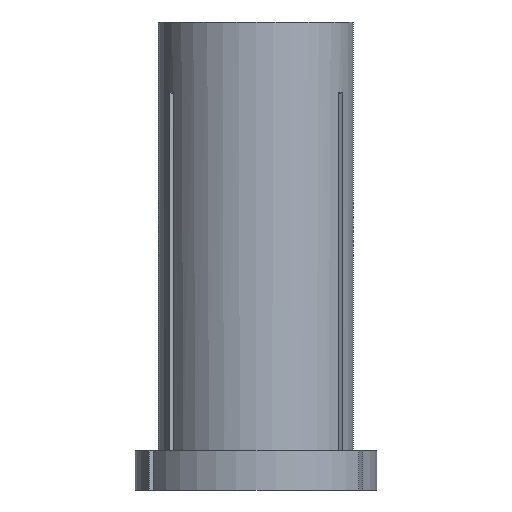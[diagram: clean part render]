
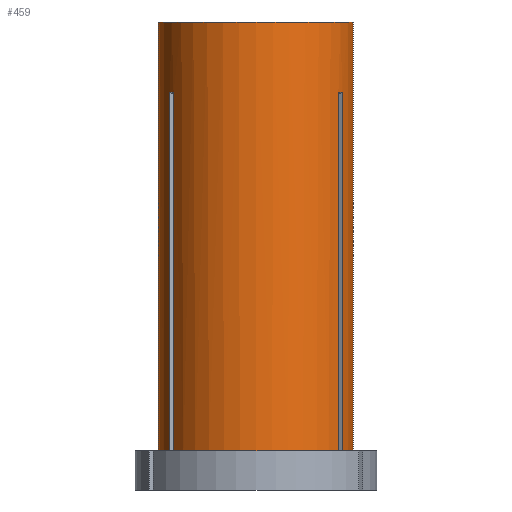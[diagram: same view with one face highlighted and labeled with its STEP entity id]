
A CAD part, front view. The second image highlights one B-rep face of the part: STEP entity #459.
In plain terms, the highlighted cylindrical face has radius 12.5 mm (diameter 25 mm), a partial arc.
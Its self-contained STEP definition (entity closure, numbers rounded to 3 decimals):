
#1 = VERTEX_POINT ( 'NONE', #132 ) ;
#9 = DIRECTION ( 'NONE',  ( 0., 0., 1. ) ) ;
#45 = VERTEX_POINT ( 'NONE', #413 ) ;
#48 = VERTEX_POINT ( 'NONE', #997 ) ;
#55 = AXIS2_PLACEMENT_3D ( 'NONE', #625, #633, #636 ) ;
#58 = CARTESIAN_POINT ( 'NONE',  ( 0., 0., 0. ) ) ;
#73 = AXIS2_PLACEMENT_3D ( 'NONE', #669, #698, #998 ) ;
#81 = DIRECTION ( 'NONE',  ( 0., 0., 1. ) ) ;
#83 = DIRECTION ( 'NONE',  ( 0., 0., 1. ) ) ;
#87 = DIRECTION ( 'NONE',  ( 0., 0., 1. ) ) ;
#94 = DIRECTION ( 'NONE',  ( 1., 0., 0. ) ) ;
#96 = CARTESIAN_POINT ( 'NONE',  ( 11.067, -5.812, 0. ) ) ;
#104 = EDGE_CURVE ( 'NONE', #630, #233, #356, .T. ) ;
#123 = CARTESIAN_POINT ( 'NONE',  ( -11.067, -5.812, 0. ) ) ;
#131 = EDGE_CURVE ( 'NONE', #943, #432, #587, .T. ) ;
#132 = CARTESIAN_POINT ( 'NONE',  ( 11.067, -5.812, -9.004 ) ) ;
#140 = CIRCLE ( 'NONE', #73, 12.5 ) ;
#162 = CARTESIAN_POINT ( 'NONE',  ( -10.989, -5.959, -9.001 ) ) ;
#165 = CARTESIAN_POINT ( 'NONE',  ( 12.5, 0., -55. ) ) ;
#167 = ORIENTED_EDGE ( 'NONE', *, *, #104, .F. ) ;
#173 = CARTESIAN_POINT ( 'NONE',  ( -11.067, -5.812, -9.004 ) ) ;
#206 = VERTEX_POINT ( 'NONE', #615 ) ;
#213 = EDGE_CURVE ( 'NONE', #737, #868, #506, .T. ) ;
#218 = LINE ( 'NONE', #96, #658 ) ;
#228 = CYLINDRICAL_SURFACE ( 'NONE', #644, 12.5 ) ;
#231 = CARTESIAN_POINT ( 'NONE',  ( -12.5, 0., 0. ) ) ;
#233 = VERTEX_POINT ( 'NONE', #898 ) ;
#250 = CARTESIAN_POINT ( 'NONE',  ( -10.829, -6.25, -8.999 ) ) ;
#256 = EDGE_CURVE ( 'NONE', #989, #712, #530, .T. ) ;
#293 = EDGE_CURVE ( 'NONE', #943, #1, #218, .T. ) ;
#294 = EDGE_CURVE ( 'NONE', #48, #233, #661, .T. ) ;
#309 = CARTESIAN_POINT ( 'NONE',  ( 11.067, -5.812, -9.004 ) ) ;
#329 = DIRECTION ( 'NONE',  ( 0., 0., 1. ) ) ;
#356 = LINE ( 'NONE', #953, #557 ) ;
#382 = LINE ( 'NONE', #801, #825 ) ;
#413 = CARTESIAN_POINT ( 'NONE',  ( 10.567, -6.678, -55. ) ) ;
#417 = ORIENTED_EDGE ( 'NONE', *, *, #293, .F. ) ;
#432 = VERTEX_POINT ( 'NONE', #165 ) ;
#433 = ORIENTED_EDGE ( 'NONE', *, *, #256, .F. ) ;
#459 = ADVANCED_FACE ( 'NONE', ( #708 ), #228, .T. ) ;
#464 = ORIENTED_EDGE ( 'NONE', *, *, #882, .T. ) ;
#484 = EDGE_LOOP ( 'NONE', ( #824, #1087, #655, #618, #167, #747, #701, #521, #417, #486, #464, #433 ) ) ;
#486 = ORIENTED_EDGE ( 'NONE', *, *, #131, .T. ) ;
#489 = CARTESIAN_POINT ( 'NONE',  ( 10.567, -6.678, -9.004 ) ) ;
#498 = DIRECTION ( 'NONE',  ( 1., 0., 0. ) ) ;
#506 = CIRCLE ( 'NONE', #673, 12.5 ) ;
#521 = ORIENTED_EDGE ( 'NONE', *, *, #1023, .T. ) ;
#526 = EDGE_CURVE ( 'NONE', #737, #989, #1074, .T. ) ;
#530 = CIRCLE ( 'NONE', #744, 12.5 ) ;
#541 = VECTOR ( 'NONE', #906, 1000. ) ;
#557 = VECTOR ( 'NONE', #746, 1000. ) ;
#564 = B_SPLINE_CURVE_WITH_KNOTS ( 'NONE', 3,
 ( #489, #769, #853, #836, #309 ),
 .UNSPECIFIED., .F., .F.,
 ( 4, 1, 4 ),
 ( 0.08, 0.081, 0.081 ),
 .UNSPECIFIED. ) ;
#579 = CARTESIAN_POINT ( 'NONE',  ( -10.567, -6.678, -55. ) ) ;
#587 = CIRCLE ( 'NONE', #55, 12.5 ) ;
#588 = EDGE_CURVE ( 'NONE', #630, #45, #140, .T. ) ;
#600 = DIRECTION ( 'NONE',  ( 0., 0., 1. ) ) ;
#615 = CARTESIAN_POINT ( 'NONE',  ( 10.567, -6.678, -9.004 ) ) ;
#618 = ORIENTED_EDGE ( 'NONE', *, *, #294, .T. ) ;
#625 = CARTESIAN_POINT ( 'NONE',  ( 0., 0., -55. ) ) ;
#630 = VERTEX_POINT ( 'NONE', #579 ) ;
#633 = DIRECTION ( 'NONE',  ( 0., 0., 1. ) ) ;
#636 = DIRECTION ( 'NONE',  ( 1., 0., 0. ) ) ;
#644 = AXIS2_PLACEMENT_3D ( 'NONE', #759, #329, #498 ) ;
#655 = ORIENTED_EDGE ( 'NONE', *, *, #798, .T. ) ;
#658 = VECTOR ( 'NONE', #83, 1000. ) ;
#661 = B_SPLINE_CURVE_WITH_KNOTS ( 'NONE', 3,
 ( #173, #162, #250, #1111, #973 ),
 .UNSPECIFIED., .F., .F.,
 ( 4, 1, 4 ),
 ( 0.074, 0.074, 0.075 ),
 .UNSPECIFIED. ) ;
#669 = CARTESIAN_POINT ( 'NONE',  ( 0., 0., -55. ) ) ;
#673 = AXIS2_PLACEMENT_3D ( 'NONE', #1093, #600, #811 ) ;
#698 = DIRECTION ( 'NONE',  ( 0., 0., 1. ) ) ;
#701 = ORIENTED_EDGE ( 'NONE', *, *, #1107, .T. ) ;
#708 = FACE_OUTER_BOUND ( 'NONE', #484, .T. ) ;
#712 = VERTEX_POINT ( 'NONE', #1105 ) ;
#737 = VERTEX_POINT ( 'NONE', #752 ) ;
#739 = CARTESIAN_POINT ( 'NONE',  ( 12.5, 0., 0. ) ) ;
#744 = AXIS2_PLACEMENT_3D ( 'NONE', #58, #87, #94 ) ;
#746 = DIRECTION ( 'NONE',  ( 0., 0., 1. ) ) ;
#747 = ORIENTED_EDGE ( 'NONE', *, *, #588, .T. ) ;
#752 = CARTESIAN_POINT ( 'NONE',  ( -12.5, 0., -55. ) ) ;
#757 = CARTESIAN_POINT ( 'NONE',  ( -12.5, 0., 0. ) ) ;
#759 = CARTESIAN_POINT ( 'NONE',  ( 0., 0., 0. ) ) ;
#769 = CARTESIAN_POINT ( 'NONE',  ( 10.656, -6.537, -9.001 ) ) ;
#776 = CARTESIAN_POINT ( 'NONE',  ( -11.067, -5.812, -55. ) ) ;
#790 = LINE ( 'NONE', #739, #541 ) ;
#798 = EDGE_CURVE ( 'NONE', #868, #48, #1091, .T. ) ;
#801 = CARTESIAN_POINT ( 'NONE',  ( 10.567, -6.678, 0. ) ) ;
#811 = DIRECTION ( 'NONE',  ( 1., 0., 0. ) ) ;
#824 = ORIENTED_EDGE ( 'NONE', *, *, #526, .F. ) ;
#825 = VECTOR ( 'NONE', #81, 1000. ) ;
#836 = CARTESIAN_POINT ( 'NONE',  ( 10.989, -5.96, -9.001 ) ) ;
#853 = CARTESIAN_POINT ( 'NONE',  ( 10.828, -6.252, -8.999 ) ) ;
#868 = VERTEX_POINT ( 'NONE', #776 ) ;
#882 = EDGE_CURVE ( 'NONE', #432, #712, #790, .T. ) ;
#898 = CARTESIAN_POINT ( 'NONE',  ( -10.567, -6.678, -9.004 ) ) ;
#906 = DIRECTION ( 'NONE',  ( 0., 0., 1. ) ) ;
#943 = VERTEX_POINT ( 'NONE', #1002 ) ;
#953 = CARTESIAN_POINT ( 'NONE',  ( -10.567, -6.678, 0. ) ) ;
#973 = CARTESIAN_POINT ( 'NONE',  ( -10.567, -6.678, -9.004 ) ) ;
#989 = VERTEX_POINT ( 'NONE', #757 ) ;
#997 = CARTESIAN_POINT ( 'NONE',  ( -11.067, -5.812, -9.004 ) ) ;
#998 = DIRECTION ( 'NONE',  ( 1., 0., 0. ) ) ;
#1002 = CARTESIAN_POINT ( 'NONE',  ( 11.067, -5.812, -55. ) ) ;
#1023 = EDGE_CURVE ( 'NONE', #206, #1, #564, .T. ) ;
#1038 = VECTOR ( 'NONE', #9, 1000. ) ;
#1051 = VECTOR ( 'NONE', #1064, 1000. ) ;
#1064 = DIRECTION ( 'NONE',  ( 0., 0., 1. ) ) ;
#1074 = LINE ( 'NONE', #231, #1051 ) ;
#1087 = ORIENTED_EDGE ( 'NONE', *, *, #213, .T. ) ;
#1091 = LINE ( 'NONE', #123, #1038 ) ;
#1093 = CARTESIAN_POINT ( 'NONE',  ( 0., 0., -55. ) ) ;
#1105 = CARTESIAN_POINT ( 'NONE',  ( 12.5, 0., 0. ) ) ;
#1107 = EDGE_CURVE ( 'NONE', #45, #206, #382, .T. ) ;
#1111 = CARTESIAN_POINT ( 'NONE',  ( -10.656, -6.536, -9.001 ) ) ;
